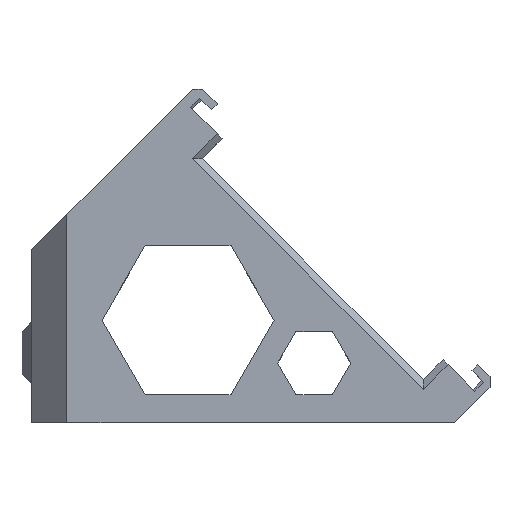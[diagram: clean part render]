
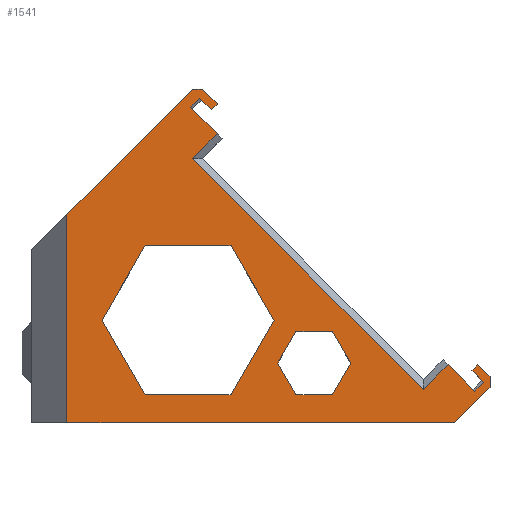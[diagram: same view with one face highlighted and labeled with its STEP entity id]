
A CAD part, top view. The second image highlights one B-rep face of the part: STEP entity #1541.
In plain terms, the highlighted planar face has unit normal (0, 0, 1).
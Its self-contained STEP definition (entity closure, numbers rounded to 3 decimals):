
#23=FACE_BOUND('',#213,.T.);
#24=FACE_BOUND('',#214,.T.);
#44=PLANE('',#1649);
#127=FACE_OUTER_BOUND('',#212,.T.);
#212=EDGE_LOOP('',(#1147,#1148,#1149,#1150,#1151,#1152,#1153,#1154,#1155,
#1156,#1157,#1158,#1159,#1160,#1161,#1162,#1163,#1164,#1165));
#213=EDGE_LOOP('',(#1166,#1167,#1168,#1169,#1170,#1171));
#214=EDGE_LOOP('',(#1172,#1173,#1174,#1175,#1176,#1177));
#293=LINE('',#2153,#504);
#294=LINE('',#2156,#505);
#308=LINE('',#2185,#519);
#315=LINE('',#2200,#526);
#329=LINE('',#2229,#540);
#331=LINE('',#2233,#542);
#334=LINE('',#2239,#545);
#337=LINE('',#2245,#548);
#338=LINE('',#2247,#549);
#339=LINE('',#2249,#550);
#340=LINE('',#2251,#551);
#341=LINE('',#2253,#552);
#342=LINE('',#2254,#553);
#343=LINE('',#2255,#554);
#344=LINE('',#2256,#555);
#345=LINE('',#2258,#556);
#346=LINE('',#2260,#557);
#347=LINE('',#2262,#558);
#348=LINE('',#2263,#559);
#349=LINE('',#2266,#560);
#350=LINE('',#2268,#561);
#351=LINE('',#2270,#562);
#352=LINE('',#2272,#563);
#353=LINE('',#2274,#564);
#354=LINE('',#2275,#565);
#355=LINE('',#2278,#566);
#356=LINE('',#2280,#567);
#357=LINE('',#2282,#568);
#358=LINE('',#2284,#569);
#359=LINE('',#2286,#570);
#360=LINE('',#2287,#571);
#504=VECTOR('',#1751,10.);
#505=VECTOR('',#1754,10.);
#519=VECTOR('',#1772,10.);
#526=VECTOR('',#1783,10.);
#540=VECTOR('',#1805,10.);
#542=VECTOR('',#1809,10.);
#545=VECTOR('',#1814,10.);
#548=VECTOR('',#1819,10.);
#549=VECTOR('',#1820,10.);
#550=VECTOR('',#1821,10.);
#551=VECTOR('',#1822,10.);
#552=VECTOR('',#1823,10.);
#553=VECTOR('',#1824,10.);
#554=VECTOR('',#1825,10.);
#555=VECTOR('',#1826,10.);
#556=VECTOR('',#1827,10.);
#557=VECTOR('',#1828,10.);
#558=VECTOR('',#1829,10.);
#559=VECTOR('',#1830,10.);
#560=VECTOR('',#1831,10.);
#561=VECTOR('',#1832,10.);
#562=VECTOR('',#1833,10.);
#563=VECTOR('',#1834,10.);
#564=VECTOR('',#1835,10.);
#565=VECTOR('',#1836,10.);
#566=VECTOR('',#1837,10.);
#567=VECTOR('',#1838,10.);
#568=VECTOR('',#1839,10.);
#569=VECTOR('',#1840,10.);
#570=VECTOR('',#1841,10.);
#571=VECTOR('',#1842,10.);
#722=VERTEX_POINT('',#2147);
#724=VERTEX_POINT('',#2151);
#725=VERTEX_POINT('',#2155);
#736=VERTEX_POINT('',#2181);
#738=VERTEX_POINT('',#2184);
#742=VERTEX_POINT('',#2196);
#744=VERTEX_POINT('',#2199);
#754=VERTEX_POINT('',#2226);
#755=VERTEX_POINT('',#2228);
#756=VERTEX_POINT('',#2232);
#758=VERTEX_POINT('',#2238);
#760=VERTEX_POINT('',#2244);
#761=VERTEX_POINT('',#2246);
#762=VERTEX_POINT('',#2248);
#763=VERTEX_POINT('',#2250);
#764=VERTEX_POINT('',#2252);
#765=VERTEX_POINT('',#2257);
#766=VERTEX_POINT('',#2259);
#767=VERTEX_POINT('',#2261);
#768=VERTEX_POINT('',#2264);
#769=VERTEX_POINT('',#2265);
#770=VERTEX_POINT('',#2267);
#771=VERTEX_POINT('',#2269);
#772=VERTEX_POINT('',#2271);
#773=VERTEX_POINT('',#2273);
#774=VERTEX_POINT('',#2276);
#775=VERTEX_POINT('',#2277);
#776=VERTEX_POINT('',#2279);
#777=VERTEX_POINT('',#2281);
#778=VERTEX_POINT('',#2283);
#779=VERTEX_POINT('',#2285);
#870=EDGE_CURVE('',#722,#724,#293,.T.);
#871=EDGE_CURVE('',#722,#725,#294,.T.);
#885=EDGE_CURVE('',#738,#736,#308,.T.);
#892=EDGE_CURVE('',#744,#742,#315,.T.);
#906=EDGE_CURVE('',#755,#754,#329,.T.);
#908=EDGE_CURVE('',#754,#756,#331,.T.);
#911=EDGE_CURVE('',#756,#758,#334,.T.);
#914=EDGE_CURVE('',#760,#724,#337,.T.);
#915=EDGE_CURVE('',#761,#760,#338,.T.);
#916=EDGE_CURVE('',#762,#761,#339,.T.);
#917=EDGE_CURVE('',#763,#762,#340,.T.);
#918=EDGE_CURVE('',#764,#763,#341,.T.);
#919=EDGE_CURVE('',#744,#764,#342,.T.);
#920=EDGE_CURVE('',#755,#742,#343,.T.);
#921=EDGE_CURVE('',#738,#758,#344,.T.);
#922=EDGE_CURVE('',#765,#736,#345,.T.);
#923=EDGE_CURVE('',#766,#765,#346,.T.);
#924=EDGE_CURVE('',#767,#766,#347,.T.);
#925=EDGE_CURVE('',#725,#767,#348,.T.);
#926=EDGE_CURVE('',#768,#769,#349,.T.);
#927=EDGE_CURVE('',#770,#768,#350,.T.);
#928=EDGE_CURVE('',#771,#770,#351,.T.);
#929=EDGE_CURVE('',#772,#771,#352,.T.);
#930=EDGE_CURVE('',#773,#772,#353,.T.);
#931=EDGE_CURVE('',#769,#773,#354,.T.);
#932=EDGE_CURVE('',#774,#775,#355,.T.);
#933=EDGE_CURVE('',#776,#774,#356,.T.);
#934=EDGE_CURVE('',#777,#776,#357,.T.);
#935=EDGE_CURVE('',#778,#777,#358,.T.);
#936=EDGE_CURVE('',#779,#778,#359,.T.);
#937=EDGE_CURVE('',#775,#779,#360,.T.);
#1147=ORIENTED_EDGE('',*,*,#870,.T.);
#1148=ORIENTED_EDGE('',*,*,#914,.F.);
#1149=ORIENTED_EDGE('',*,*,#915,.F.);
#1150=ORIENTED_EDGE('',*,*,#916,.F.);
#1151=ORIENTED_EDGE('',*,*,#917,.F.);
#1152=ORIENTED_EDGE('',*,*,#918,.F.);
#1153=ORIENTED_EDGE('',*,*,#919,.F.);
#1154=ORIENTED_EDGE('',*,*,#892,.T.);
#1155=ORIENTED_EDGE('',*,*,#920,.F.);
#1156=ORIENTED_EDGE('',*,*,#906,.T.);
#1157=ORIENTED_EDGE('',*,*,#908,.T.);
#1158=ORIENTED_EDGE('',*,*,#911,.T.);
#1159=ORIENTED_EDGE('',*,*,#921,.F.);
#1160=ORIENTED_EDGE('',*,*,#885,.T.);
#1161=ORIENTED_EDGE('',*,*,#922,.F.);
#1162=ORIENTED_EDGE('',*,*,#923,.F.);
#1163=ORIENTED_EDGE('',*,*,#924,.F.);
#1164=ORIENTED_EDGE('',*,*,#925,.F.);
#1165=ORIENTED_EDGE('',*,*,#871,.F.);
#1166=ORIENTED_EDGE('',*,*,#926,.F.);
#1167=ORIENTED_EDGE('',*,*,#927,.F.);
#1168=ORIENTED_EDGE('',*,*,#928,.F.);
#1169=ORIENTED_EDGE('',*,*,#929,.F.);
#1170=ORIENTED_EDGE('',*,*,#930,.F.);
#1171=ORIENTED_EDGE('',*,*,#931,.F.);
#1172=ORIENTED_EDGE('',*,*,#932,.F.);
#1173=ORIENTED_EDGE('',*,*,#933,.F.);
#1174=ORIENTED_EDGE('',*,*,#934,.F.);
#1175=ORIENTED_EDGE('',*,*,#935,.F.);
#1176=ORIENTED_EDGE('',*,*,#936,.F.);
#1177=ORIENTED_EDGE('',*,*,#937,.F.);
#1541=ADVANCED_FACE('',(#127,#23,#24),#44,.F.);
#1649=AXIS2_PLACEMENT_3D('',#2243,#1817,#1818);
#1751=DIRECTION('',(0.,-1.,0.));
#1754=DIRECTION('',(0.707,0.707,0.));
#1772=DIRECTION('',(0.707,0.707,0.));
#1783=DIRECTION('',(-0.707,-0.707,0.));
#1805=DIRECTION('',(-0.707,-0.707,0.));
#1809=DIRECTION('',(-0.707,0.707,0.));
#1814=DIRECTION('',(0.707,0.707,0.));
#1817=DIRECTION('center_axis',(0.,0.,-1.));
#1818=DIRECTION('ref_axis',(-1.,0.,0.));
#1819=DIRECTION('',(-1.,0.,0.));
#1820=DIRECTION('',(-0.707,-0.707,0.));
#1821=DIRECTION('',(0.,-1.,0.));
#1822=DIRECTION('',(0.707,-0.707,0.));
#1823=DIRECTION('',(0.707,0.707,0.));
#1824=DIRECTION('',(-0.707,0.707,0.));
#1825=DIRECTION('',(0.707,-0.707,0.));
#1826=DIRECTION('',(0.707,-0.707,0.));
#1827=DIRECTION('',(-0.707,0.707,0.));
#1828=DIRECTION('',(-0.707,-0.707,0.));
#1829=DIRECTION('',(0.707,-0.707,0.));
#1830=DIRECTION('',(1.,0.,0.));
#1831=DIRECTION('',(-0.5,-0.866,0.));
#1832=DIRECTION('',(-1.,0.,0.));
#1833=DIRECTION('',(-0.5,0.866,0.));
#1834=DIRECTION('',(0.5,0.866,0.));
#1835=DIRECTION('',(1.,0.,0.));
#1836=DIRECTION('',(0.5,-0.866,0.));
#1837=DIRECTION('',(-1.,0.,0.));
#1838=DIRECTION('',(-0.5,0.866,0.));
#1839=DIRECTION('',(0.5,0.866,0.));
#1840=DIRECTION('',(1.,0.,0.));
#1841=DIRECTION('',(0.5,-0.866,0.));
#1842=DIRECTION('',(-0.5,-0.866,0.));
#2147=CARTESIAN_POINT('',(5.,29.653,10.));
#2151=CARTESIAN_POINT('',(5.,0.,10.));
#2153=CARTESIAN_POINT('',(5.,11.88,10.));
#2155=CARTESIAN_POINT('',(22.866,47.519,10.));
#2156=CARTESIAN_POINT('',(22.866,47.519,10.));
#2181=CARTESIAN_POINT('',(23.892,46.211,10.));
#2184=CARTESIAN_POINT('',(22.619,44.938,10.));
#2185=CARTESIAN_POINT('',(20.461,42.781,10.));
#2196=CARTESIAN_POINT('',(63.066,4.492,10.));
#2199=CARTESIAN_POINT('',(64.338,5.765,10.));
#2200=CARTESIAN_POINT('',(60.271,1.698,10.));
#2226=CARTESIAN_POINT('',(55.747,4.739,10.));
#2228=CARTESIAN_POINT('',(59.282,8.275,10.));
#2229=CARTESIAN_POINT('',(55.074,4.067,10.));
#2232=CARTESIAN_POINT('',(22.866,37.62,10.));
#2233=CARTESIAN_POINT('',(29.124,31.363,10.));
#2238=CARTESIAN_POINT('',(26.402,41.155,10.));
#2239=CARTESIAN_POINT('',(23.608,38.361,10.));
#2243=CARTESIAN_POINT('Origin',(32.621,23.76,10.));
#2244=CARTESIAN_POINT('',(60.2,0.,10.));
#2245=CARTESIAN_POINT('',(0.,0.,10.));
#2246=CARTESIAN_POINT('',(65.243,5.043,10.));
#2247=CARTESIAN_POINT('',(60.2,0.,10.));
#2248=CARTESIAN_POINT('',(65.243,6.558,10.));
#2249=CARTESIAN_POINT('',(65.243,6.558,10.));
#2250=CARTESIAN_POINT('',(63.525,8.275,10.));
#2251=CARTESIAN_POINT('',(66.,5.8,10.));
#2252=CARTESIAN_POINT('',(62.677,7.426,10.));
#2253=CARTESIAN_POINT('',(63.525,8.275,10.));
#2254=CARTESIAN_POINT('',(62.677,7.426,10.));
#2255=CARTESIAN_POINT('',(62.818,4.739,10.));
#2256=CARTESIAN_POINT('',(27.109,40.448,10.));
#2257=CARTESIAN_POINT('',(25.553,44.549,10.));
#2258=CARTESIAN_POINT('',(24.139,45.964,10.));
#2259=CARTESIAN_POINT('',(26.402,45.398,10.));
#2260=CARTESIAN_POINT('',(25.553,44.549,10.));
#2261=CARTESIAN_POINT('',(24.281,47.519,10.));
#2262=CARTESIAN_POINT('',(26.402,45.398,10.));
#2263=CARTESIAN_POINT('',(24.281,47.519,10.));
#2264=CARTESIAN_POINT('',(37.602,13.,10.));
#2265=CARTESIAN_POINT('',(35.004,8.5,10.));
#2266=CARTESIAN_POINT('',(38.01,13.707,10.));
#2267=CARTESIAN_POINT('',(42.798,13.,10.));
#2268=CARTESIAN_POINT('',(35.112,13.,10.));
#2269=CARTESIAN_POINT('',(45.396,8.5,10.));
#2270=CARTESIAN_POINT('',(39.196,19.238,10.));
#2271=CARTESIAN_POINT('',(42.798,4.,10.));
#2272=CARTESIAN_POINT('',(47.103,11.457,10.));
#2273=CARTESIAN_POINT('',(37.602,4.,10.));
#2274=CARTESIAN_POINT('',(37.71,4.,10.));
#2275=CARTESIAN_POINT('',(32.701,12.488,10.));
#2276=CARTESIAN_POINT('',(28.364,25.205,10.));
#2277=CARTESIAN_POINT('',(16.121,25.205,10.));
#2278=CARTESIAN_POINT('',(24.371,25.205,10.));
#2279=CARTESIAN_POINT('',(34.486,14.603,10.));
#2280=CARTESIAN_POINT('',(29.209,23.742,10.));
#2281=CARTESIAN_POINT('',(28.364,4.,10.));
#2282=CARTESIAN_POINT('',(36.235,17.633,10.));
#2283=CARTESIAN_POINT('',(16.121,4.,10.));
#2284=CARTESIAN_POINT('',(30.493,4.,10.));
#2285=CARTESIAN_POINT('',(10.,14.603,10.));
#2286=CARTESIAN_POINT('',(13.906,7.838,10.));
#2287=CARTESIAN_POINT('',(14.81,22.934,10.));
